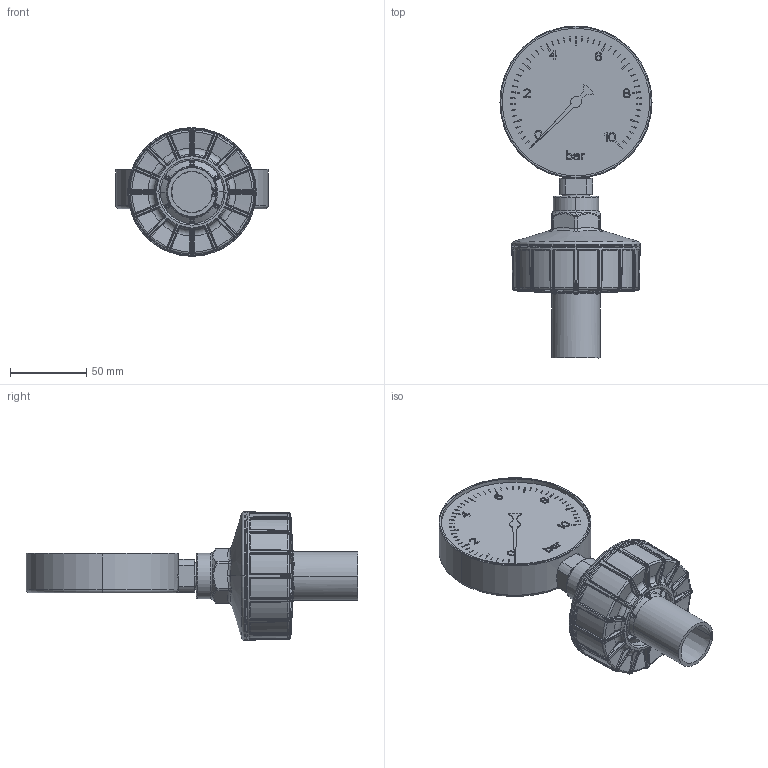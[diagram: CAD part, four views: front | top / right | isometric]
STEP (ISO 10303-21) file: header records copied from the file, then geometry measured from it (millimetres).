
FILE_DESCRIPTION((''),'2;1');
FILE_NAME('Z800_PP_G1_2_IR_D32_17800260_AS','2019-07-03T',('Kattner'),(''),'PRO/ENGINEER BY PARAMETRIC TECHNOLOGY CORPORATION, 2016360','PRO/ENGINEER BY PARAMETRIC TECHNOLOGY CORPORATION, 2016360','');
FILE_SCHEMA(('AUTOMOTIVE_DESIGN { 1 0 10303 214 1 1 1 1 }'));
Products named in the file (1): Z800_PP_G1_2_IR_D32_17800260_AS
Bounding box: 100 x 218.2 x 84.5 mm (x, y, z)
Volume: 415252.6 mm3; surface area: 56872.5 mm2
Topology: 1 solids, 1 shells, 1747 faces, 4348 edges, 2684 vertices
Faces by surface type: plane 906, cylinder 273, torus 226, bspline 224, cone 86, sphere 32
Entity records: 74101 total; most frequent: CARTESIAN_POINT 22467, ORIENTED_EDGE 8710, DIRECTION 7402, EDGE_CURVE 4355, VERTEX_POINT 2684, VECTOR 2510, LINE 2510, AXIS2_PLACEMENT_3D 2446
